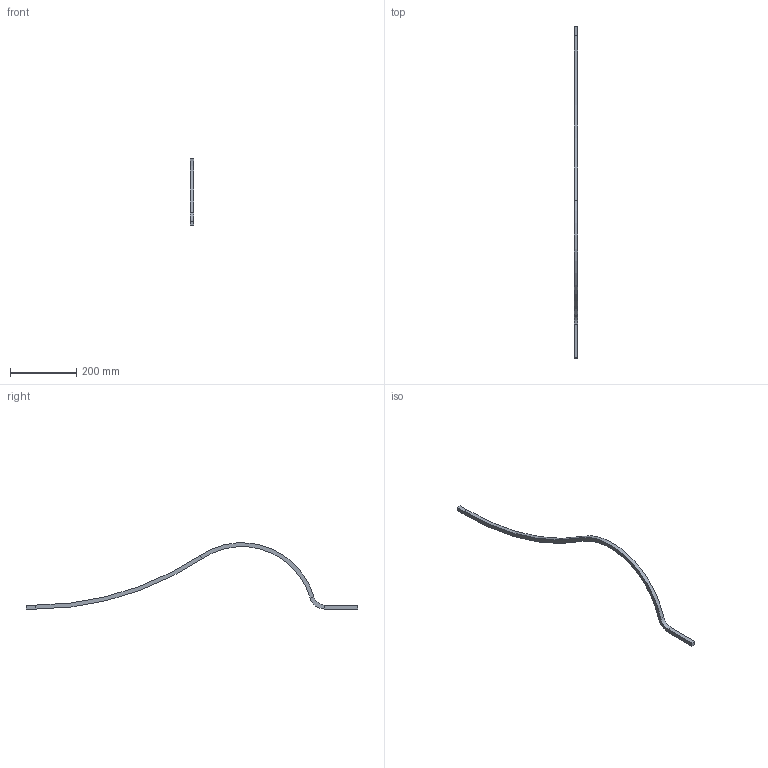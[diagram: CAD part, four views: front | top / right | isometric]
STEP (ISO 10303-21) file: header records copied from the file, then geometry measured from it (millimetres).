
FILE_DESCRIPTION (( 'STEP AP203' ), '1' );
FILE_NAME ('1713-G.STEP', '2022-07-15T11:09:00', ( '' ), ( '' ), 'SwSTEP 2.0', 'SolidWorks 2018', '' );
FILE_SCHEMA (( 'CONFIG_CONTROL_DESIGN' ));
Length unit declared in the file: millimetre
Products named in the file (1): 1713-G
Bounding box: 12 x 1000 x 199.35 mm (x, y, z)
Volume: 161695.2 mm3; surface area: 54196.7 mm2
Topology: 1 solids, 1 shells, 236 faces, 632 edges, 416 vertices
Faces by surface type: plane 139, bspline 91, cylinder 6
Entity records: 11331 total; most frequent: CARTESIAN_POINT 5976, ORIENTED_EDGE 1264, DIRECTION 754, EDGE_CURVE 632, VECTOR 438, LINE 438, VERTEX_POINT 416, EDGE_LOOP 254
